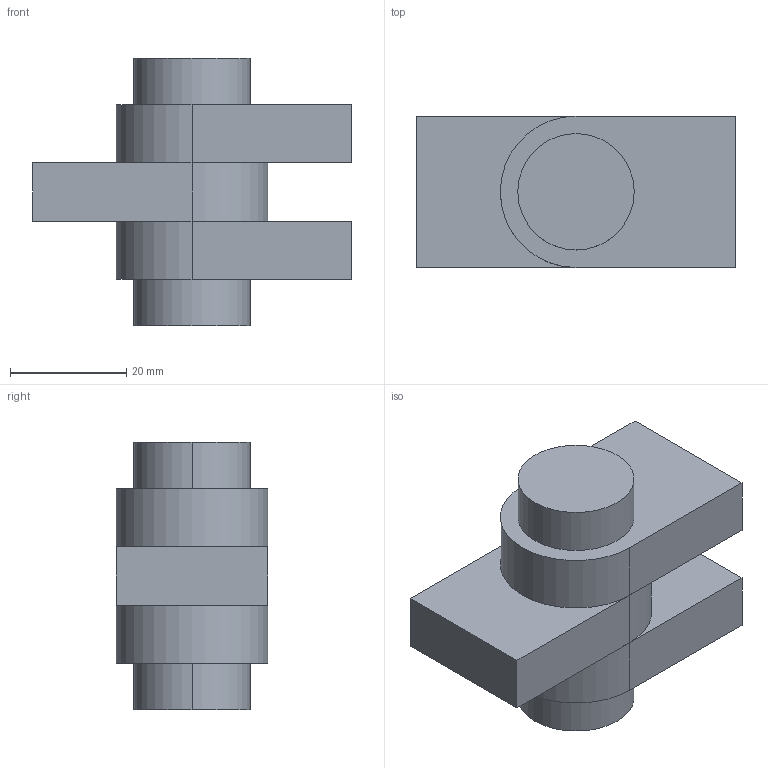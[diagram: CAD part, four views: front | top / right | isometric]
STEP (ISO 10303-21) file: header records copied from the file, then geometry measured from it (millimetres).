
FILE_DESCRIPTION (( 'STEP AP203' ), '1' );
FILE_NAME ('links.STEP', '2012-06-12T16:17:53', ( '' ), ( '' ), 'SwSTEP 2.0', 'SolidWorks 2011', '' );
FILE_SCHEMA (( 'CONFIG_CONTROL_DESIGN' ));
Length unit declared in the file: millimetre
Products named in the file (3): links; Part3^links; link
Assembly tree (4 placements, depth 2):
  links
    Part3^links
    link  x3
Bounding box: 54.68 x 26 x 46 mm (x, y, z)
Volume: 34317.3 mm3; surface area: 13123 mm2
Topology: 4 solids, 4 shells, 34 faces, 72 edges, 48 vertices
Faces by surface type: plane 19, cylinder 15
Entity records: 851 total; most frequent: DIRECTION 104, CARTESIAN_POINT 85, ORIENTED_EDGE 72, AXIS2_PLACEMENT_3D 43, EDGE_CURVE 36, PERSON_AND_ORGANIZATION 28, VERTEX_POINT 24, LOCAL_TIME 23
